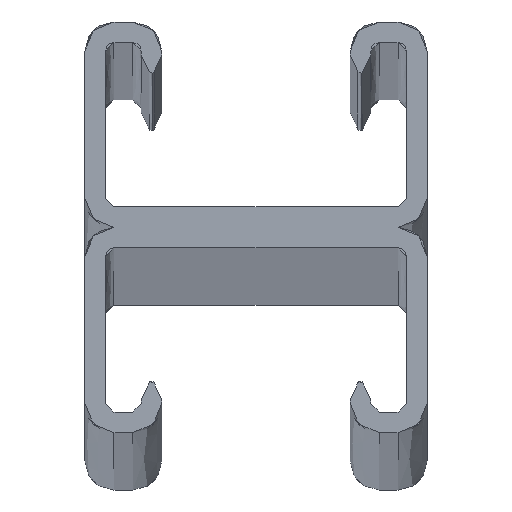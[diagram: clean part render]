
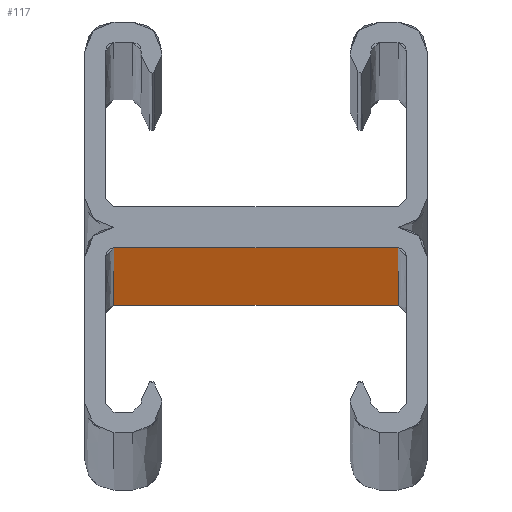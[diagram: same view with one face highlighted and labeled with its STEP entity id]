
A CAD part, top view. The second image highlights one B-rep face of the part: STEP entity #117.
In plain terms, the highlighted planar face has unit normal (0, -1, 0).
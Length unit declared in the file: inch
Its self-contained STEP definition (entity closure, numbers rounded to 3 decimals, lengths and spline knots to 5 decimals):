
#117=ADVANCED_FACE('',(#283),#284,.T.);
#283=FACE_OUTER_BOUND('',#523,.T.);
#284=PLANE('',#524);
#523=EDGE_LOOP('',(#993,#994,#995,#996));
#524=AXIS2_PLACEMENT_3D('',#997,#998,#999);
#993=ORIENTED_EDGE('',*,*,#1545,.T.);
#994=ORIENTED_EDGE('',*,*,#1546,.F.);
#995=ORIENTED_EDGE('',*,*,#1547,.F.);
#996=ORIENTED_EDGE('',*,*,#1548,.T.);
#997=CARTESIAN_POINT('',(0.51875,0.67499,0.0));
#998=DIRECTION('',(0.0,-1.0,0.0));
#999=DIRECTION('',(1.0,0.0,-0.0));
#1545=EDGE_CURVE('',#1854,#1855,#1856,.T.);
#1546=EDGE_CURVE('',#1857,#1855,#1858,.T.);
#1547=EDGE_CURVE('',#1859,#1857,#1860,.T.);
#1548=EDGE_CURVE('',#1859,#1854,#1861,.T.);
#1854=VERTEX_POINT('',#2310);
#1855=VERTEX_POINT('',#2311);
#1856=LINE('',#2312,#2313);
#1857=VERTEX_POINT('',#2314);
#1858=LINE('',#2315,#2316);
#1859=VERTEX_POINT('',#2317);
#1860=LINE('',#2318,#2319);
#1861=LINE('',#2320,#2321);
#2310=CARTESIAN_POINT('',(1.0375,0.67499,120.0));
#2311=CARTESIAN_POINT('',(0.0,0.67499,120.0));
#2312=CARTESIAN_POINT('',(1.0375,0.67499,120.0));
#2313=VECTOR('',#2899,1.0);
#2314=CARTESIAN_POINT('',(0.0,0.67499,0.0));
#2315=CARTESIAN_POINT('',(0.0,0.67499,0.0));
#2316=VECTOR('',#2900,1.0);
#2317=CARTESIAN_POINT('',(1.0375,0.67499,0.0));
#2318=CARTESIAN_POINT('',(1.0375,0.67499,0.0));
#2319=VECTOR('',#2901,1.0);
#2320=CARTESIAN_POINT('',(1.0375,0.67499,0.0));
#2321=VECTOR('',#2902,1.0);
#2899=DIRECTION('',(-1.0,0.0,0.0));
#2900=DIRECTION('',(0.0,0.0,1.0));
#2901=DIRECTION('',(-1.0,0.0,0.0));
#2902=DIRECTION('',(0.0,0.0,1.0));
